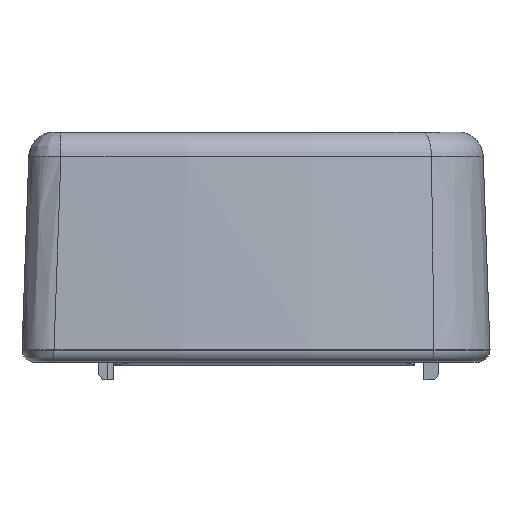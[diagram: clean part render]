
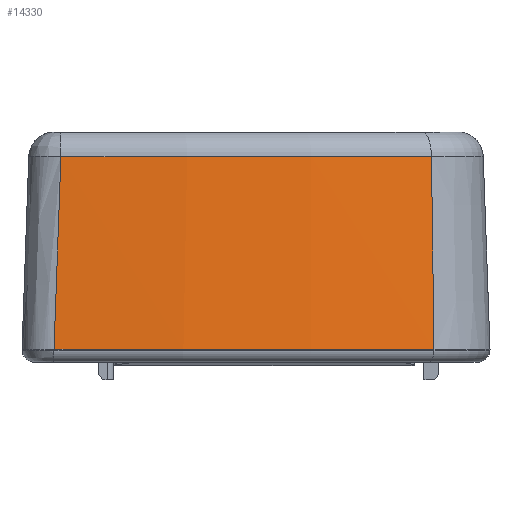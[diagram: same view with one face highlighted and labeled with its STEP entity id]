
A CAD part, left-side view. The second image highlights one B-rep face of the part: STEP entity #14330.
In plain terms, the highlighted conical face has half-angle 2 degrees and reference radius 81.958 mm.
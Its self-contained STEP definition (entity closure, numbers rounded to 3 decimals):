
#13280=CARTESIAN_POINT('',(-56.659,-12.995,-0.7));
#13281=VERTEX_POINT('',#13280);
#13689=CARTESIAN_POINT('',(-56.167,-12.798,14.47));
#13690=VERTEX_POINT('',#13689);
#13715=CARTESIAN_POINT('',(-61.963,16.339,14.47));
#13716=VERTEX_POINT('',#13715);
#13724=CARTESIAN_POINT('',(19.5,17.4,14.47));
#13725=DIRECTION('',(0.0,0.0,1.0));
#13726=DIRECTION('',(-0.981,-0.196,0.0));
#13727=AXIS2_PLACEMENT_3D('',#13724,#13725,#13726);
#13728=CIRCLE('',#13727,81.47);
#13729=EDGE_CURVE('',#13716,#13690,#13728,.T.);
#14289=CARTESIAN_POINT('',(-62.498,16.886,-0.7));
#14290=VERTEX_POINT('',#14289);
#14298=CARTESIAN_POINT('',(-62.498,16.886,-0.7));
#14299=CARTESIAN_POINT('',(-62.321,16.704,4.357));
#14300=CARTESIAN_POINT('',(-62.142,16.521,9.413));
#14301=CARTESIAN_POINT('',(-61.963,16.339,14.47));
#14302=B_SPLINE_CURVE_WITH_KNOTS('',3,(#14298,#14299,#14300,#14301),.UNSPECIFIED.,.F.,.U.,(4,4),(-1.962,-0.444),.UNSPECIFIED.);
#14303=EDGE_CURVE('',#14290,#13716,#14302,.T.);
#14308=CARTESIAN_POINT('',(19.5,17.4,0.5));
#14309=DIRECTION('',(0.0,0.0,-1.0));
#14310=DIRECTION('',(-1.0,0.0,0.0));
#14311=AXIS2_PLACEMENT_3D('',#14308,#14309,#14310);
#14312=CONICAL_SURFACE('',#14311,81.958,2.);
#14313=ORIENTED_EDGE('',*,*,#13729,.F.);
#14314=ORIENTED_EDGE('',*,*,#14303,.F.);
#14315=CARTESIAN_POINT('',(19.5,17.4,-0.7));
#14316=DIRECTION('',(0.0,0.0,1.0));
#14317=DIRECTION('',(-1.0,0.0,0.0));
#14318=AXIS2_PLACEMENT_3D('',#14315,#14316,#14317);
#14319=CIRCLE('',#14318,82.0);
#14320=EDGE_CURVE('',#14290,#13281,#14319,.T.);
#14321=ORIENTED_EDGE('',*,*,#14320,.T.);
#14322=CARTESIAN_POINT('',(-56.659,-12.995,-0.7));
#14323=DIRECTION('',(0.032,0.013,0.999));
#14324=VECTOR('',#14323,15.179);
#14325=LINE('',#14322,#14324);
#14326=EDGE_CURVE('',#13281,#13690,#14325,.T.);
#14327=ORIENTED_EDGE('',*,*,#14326,.T.);
#14328=EDGE_LOOP('',(#14313,#14314,#14321,#14327));
#14329=FACE_OUTER_BOUND('',#14328,.T.);
#14330=ADVANCED_FACE('',(#14329),#14312,.T.);
